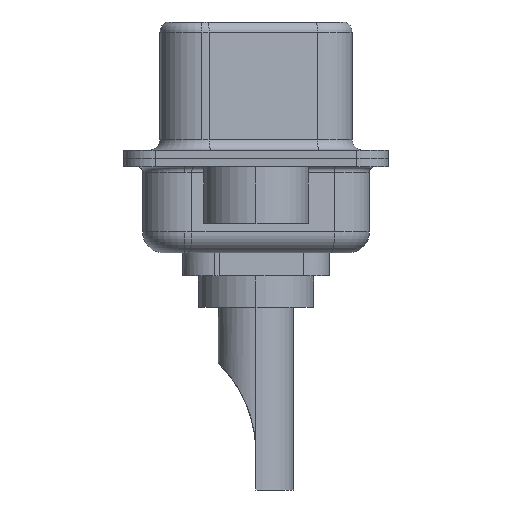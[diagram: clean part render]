
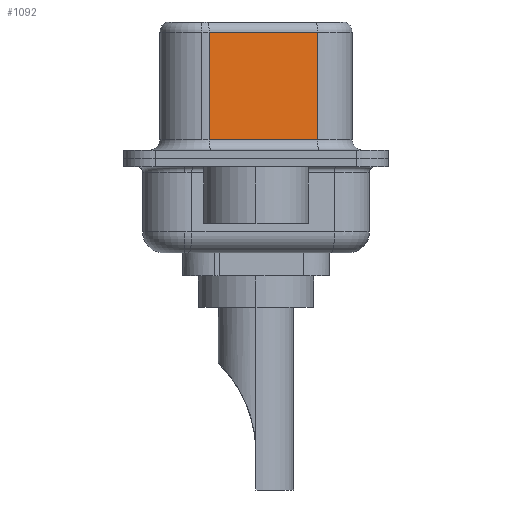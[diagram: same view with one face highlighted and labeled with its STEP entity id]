
A CAD part, left-side view. The second image highlights one B-rep face of the part: STEP entity #1092.
In plain terms, the highlighted planar face has unit normal (-0.985, -0.174, 0).
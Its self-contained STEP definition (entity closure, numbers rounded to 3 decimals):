
#217 = DIRECTION ( 'NONE',  ( 0.174, -0.985, 0. ) ) ;
#1092 = ADVANCED_FACE ( 'NONE', ( #11128 ), #9686, .F. ) ;
#2509 = CARTESIAN_POINT ( 'NONE',  ( 4.565, -2.927, 6.52 ) ) ;
#2615 = VERTEX_POINT ( 'NONE', #7720 ) ;
#3008 = ORIENTED_EDGE ( 'NONE', *, *, #3121, .T. ) ;
#3121 = EDGE_CURVE ( 'NONE', #2615, #10741, #3238, .T. ) ;
#3215 = CARTESIAN_POINT ( 'NONE',  ( 4.565, -2.927, 6.02 ) ) ;
#3238 = LINE ( 'NONE', #5324, #7019 ) ;
#4047 = EDGE_CURVE ( 'NONE', #10284, #10741, #10440, .T. ) ;
#4152 = VECTOR ( 'NONE', #13337, 1000. ) ;
#4755 = CARTESIAN_POINT ( 'NONE',  ( 3.655, 2.233, 6.02 ) ) ;
#5324 = CARTESIAN_POINT ( 'NONE',  ( 4.565, -2.927, 0.9 ) ) ;
#5403 = ORIENTED_EDGE ( 'NONE', *, *, #14126, .T. ) ;
#6395 = VECTOR ( 'NONE', #12050, 1000. ) ;
#7019 = VECTOR ( 'NONE', #217, 1000. ) ;
#7328 = CARTESIAN_POINT ( 'NONE',  ( 4.565, -2.927, 6.52 ) ) ;
#7720 = CARTESIAN_POINT ( 'NONE',  ( 3.655, 2.233, 0.9 ) ) ;
#7998 = LINE ( 'NONE', #3215, #4152 ) ;
#8593 = EDGE_LOOP ( 'NONE', ( #17409, #5403, #11900, #3008 ) ) ;
#9671 = CARTESIAN_POINT ( 'NONE',  ( 4.565, -2.927, 0.9 ) ) ;
#9686 = PLANE ( 'NONE',  #9736 ) ;
#9736 = AXIS2_PLACEMENT_3D ( 'NONE', #2509, #11722, #11692 ) ;
#10284 = VERTEX_POINT ( 'NONE', #18785 ) ;
#10314 = LINE ( 'NONE', #13489, #6395 ) ;
#10440 = LINE ( 'NONE', #7328, #13385 ) ;
#10454 = EDGE_CURVE ( 'NONE', #16223, #2615, #10314, .T. ) ;
#10741 = VERTEX_POINT ( 'NONE', #9671 ) ;
#11128 = FACE_OUTER_BOUND ( 'NONE', #8593, .T. ) ;
#11692 = DIRECTION ( 'NONE',  ( -0.174, 0.985, 0. ) ) ;
#11722 = DIRECTION ( 'NONE',  ( 0.985, 0.174, 0. ) ) ;
#11754 = DIRECTION ( 'NONE',  ( 0., 0., -1. ) ) ;
#11900 = ORIENTED_EDGE ( 'NONE', *, *, #10454, .T. ) ;
#12050 = DIRECTION ( 'NONE',  ( 0., 0., -1. ) ) ;
#13337 = DIRECTION ( 'NONE',  ( -0.174, 0.985, 0. ) ) ;
#13385 = VECTOR ( 'NONE', #11754, 1000. ) ;
#13489 = CARTESIAN_POINT ( 'NONE',  ( 3.655, 2.233, 6.52 ) ) ;
#14126 = EDGE_CURVE ( 'NONE', #10284, #16223, #7998, .T. ) ;
#16223 = VERTEX_POINT ( 'NONE', #4755 ) ;
#17409 = ORIENTED_EDGE ( 'NONE', *, *, #4047, .F. ) ;
#18785 = CARTESIAN_POINT ( 'NONE',  ( 4.565, -2.927, 6.02 ) ) ;
